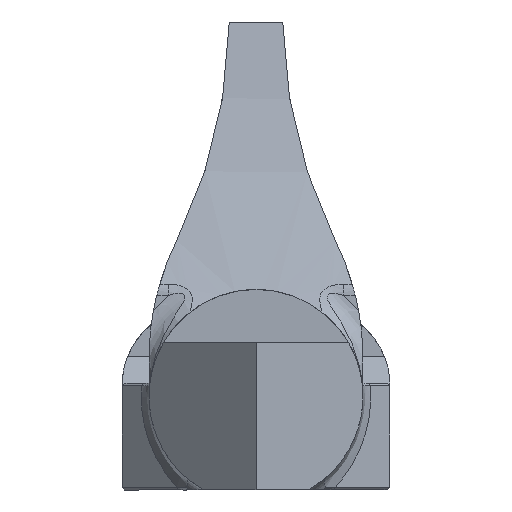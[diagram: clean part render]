
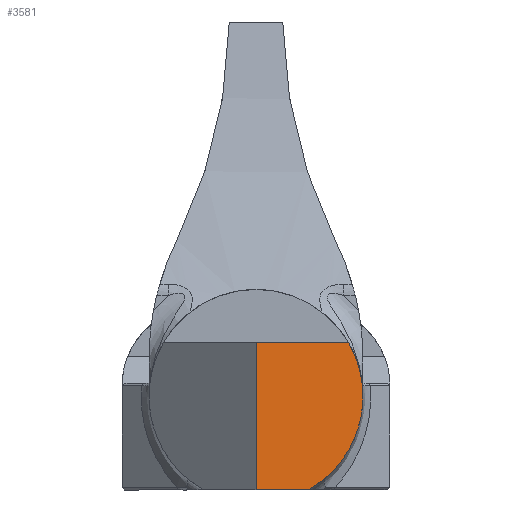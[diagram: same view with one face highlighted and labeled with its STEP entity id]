
A CAD part, front view. The second image highlights one B-rep face of the part: STEP entity #3581.
In plain terms, the highlighted planar face has unit normal (0.707, -0.707, 0).
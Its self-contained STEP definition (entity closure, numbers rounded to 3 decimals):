
#369 = VECTOR ( 'NONE', #993, 1000. ) ;
#457 = VECTOR ( 'NONE', #2407, 1000. ) ;
#730 = VECTOR ( 'NONE', #2034, 1000. ) ;
#786 =( BOUNDED_CURVE ( )  B_SPLINE_CURVE ( 3, ( #2656, #4194, #4675, #1030 ),
 .UNSPECIFIED., .F., .F. ) 
 B_SPLINE_CURVE_WITH_KNOTS ( ( 4, 4 ),
 ( 2.618, 4.207 ),
 .UNSPECIFIED. ) 
 CURVE ( )  GEOMETRIC_REPRESENTATION_ITEM ( )  RATIONAL_B_SPLINE_CURVE ( ( 1., 0.8, 0.8, 1. ) ) 
 REPRESENTATION_ITEM ( '' )  );
#794 = CARTESIAN_POINT ( 'NONE',  ( 1.936, -18.064, -3.5 ) ) ;
#993 = DIRECTION ( 'NONE',  ( 0., 0., -1. ) ) ;
#1030 = CARTESIAN_POINT ( 'NONE',  ( 1.936, -18.064, -3.5 ) ) ;
#1450 = DIRECTION ( 'NONE',  ( -0.707, 0.707, 0. ) ) ;
#1553 = AXIS2_PLACEMENT_3D ( 'NONE', #4224, #1450, #4935 ) ;
#1604 = LINE ( 'NONE', #2310, #457 ) ;
#1686 = CARTESIAN_POINT ( 'NONE',  ( 10., -10., -3.5 ) ) ;
#1730 = FACE_OUTER_BOUND ( 'NONE', #4475, .T. ) ;
#1932 = EDGE_CURVE ( 'NONE', #3040, #2036, #786, .T. ) ;
#2034 = DIRECTION ( 'NONE',  ( 0.707, 0.707, 0. ) ) ;
#2036 = VERTEX_POINT ( 'NONE', #794 ) ;
#2053 = LINE ( 'NONE', #1686, #730 ) ;
#2310 = CARTESIAN_POINT ( 'NONE',  ( 10., -10., 2. ) ) ;
#2407 = DIRECTION ( 'NONE',  ( -0.707, -0.707, 0. ) ) ;
#2509 = CARTESIAN_POINT ( 'NONE',  ( 0., -20., 4. ) ) ;
#2623 = PLANE ( 'NONE',  #1553 ) ;
#2656 = CARTESIAN_POINT ( 'NONE',  ( 3.464, -16.536, 2. ) ) ;
#2755 = ORIENTED_EDGE ( 'NONE', *, *, #4376, .T. ) ;
#2995 = CARTESIAN_POINT ( 'NONE',  ( 0., -20., -3.5 ) ) ;
#3040 = VERTEX_POINT ( 'NONE', #4851 ) ;
#3129 = ORIENTED_EDGE ( 'NONE', *, *, #3720, .T. ) ;
#3213 = VERTEX_POINT ( 'NONE', #2995 ) ;
#3286 = ORIENTED_EDGE ( 'NONE', *, *, #1932, .F. ) ;
#3581 = ADVANCED_FACE ( 'NONE', ( #1730 ), #2623, .F. ) ;
#3720 = EDGE_CURVE ( 'NONE', #4591, #3213, #4585, .T. ) ;
#3942 = EDGE_CURVE ( 'NONE', #3213, #2036, #2053, .T. ) ;
#4014 = ORIENTED_EDGE ( 'NONE', *, *, #3942, .T. ) ;
#4127 = CARTESIAN_POINT ( 'NONE',  ( 0., -20., 2. ) ) ;
#4194 = CARTESIAN_POINT ( 'NONE',  ( 4.653, -15.347, -0.059 ) ) ;
#4224 = CARTESIAN_POINT ( 'NONE',  ( 10., -10., 4. ) ) ;
#4376 = EDGE_CURVE ( 'NONE', #3040, #4591, #1604, .T. ) ;
#4475 = EDGE_LOOP ( 'NONE', ( #3286, #2755, #3129, #4014 ) ) ;
#4585 = LINE ( 'NONE', #2509, #369 ) ;
#4591 = VERTEX_POINT ( 'NONE', #4127 ) ;
#4675 = CARTESIAN_POINT ( 'NONE',  ( 4.017, -15.983, -2.349 ) ) ;
#4851 = CARTESIAN_POINT ( 'NONE',  ( 3.464, -16.536, 2. ) ) ;
#4935 = DIRECTION ( 'NONE',  ( -0.707, -0.707, 0. ) ) ;
